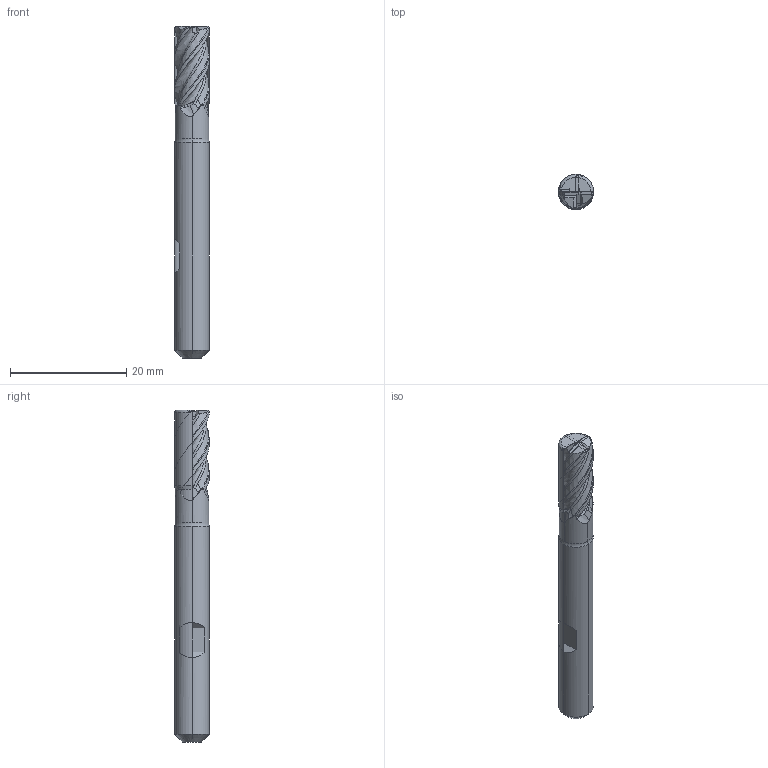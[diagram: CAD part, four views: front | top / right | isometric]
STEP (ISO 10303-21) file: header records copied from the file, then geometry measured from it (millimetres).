
FILE_DESCRIPTION((''),'2;1');
FILE_NAME('OPTIMILL_HARDENED_SCM_102_103','2024-05-14T14:50:19',('vigneshs'),(''),'CREO PARAMETRIC BY PTC INC, 2021184','CREO PARAMETRIC BY PTC INC, 2021184','');
FILE_SCHEMA(('AP242_MANAGED_MODEL_BASED_3D_ENGINEERING_MIM_LF { 1 0 10303 442 1 1 4 }'));
Length unit declared in the file: millimetre
Products named in the file (1): OPTIMILL_HARDENED_SCM_102_103
Bounding box: 6 x 6 x 57 mm (x, y, z)
Volume: 1433.4 mm3; surface area: 1671.5 mm2
Topology: 1 solids, 3 shells, 122 faces, 403 edges, 295 vertices
Faces by surface type: plane 33, cone 28, bspline 24, torus 20, cylinder 17
Entity records: 10448 total; most frequent: CARTESIAN_POINT 6172, ORIENTED_EDGE 666, DIRECTION 635, EDGE_CURVE 343, AXIS2_PLACEMENT_3D 260, B_SPLINE_CURVE_WITH_KNOTS 236, VERTEX_POINT 226, EDGE_LOOP 123
